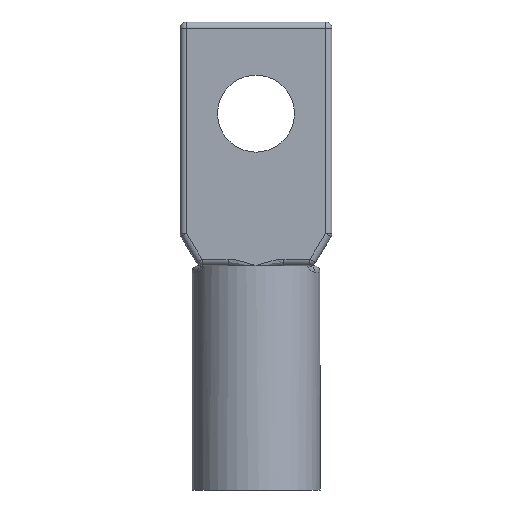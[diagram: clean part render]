
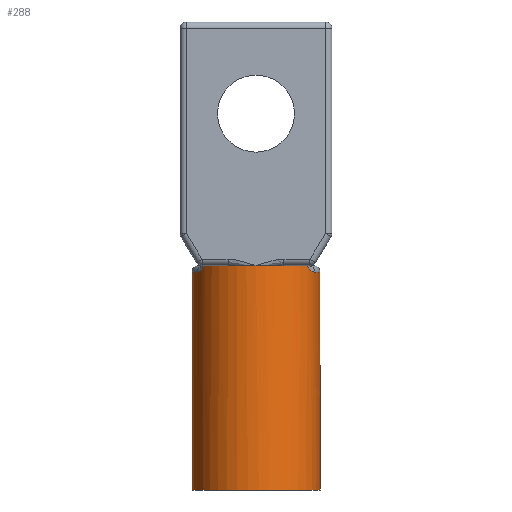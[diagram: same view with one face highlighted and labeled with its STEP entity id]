
A CAD part, front view. The second image highlights one B-rep face of the part: STEP entity #288.
In plain terms, the highlighted cylindrical face has radius 2.54 mm (diameter 5.08 mm), a full revolution.
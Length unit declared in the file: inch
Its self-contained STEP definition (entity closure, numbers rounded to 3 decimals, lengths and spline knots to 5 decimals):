
#4 = ORIENTED_EDGE ( 'NONE', *, *, #2147, .F. ) ;
#18 = ORIENTED_EDGE ( 'NONE', *, *, #2197, .T. ) ;
#25 = ORIENTED_EDGE ( 'NONE', *, *, #2141, .T. ) ;
#80 = CARTESIAN_POINT ( 'NONE',  ( 0.1, 0., 0. ) ) ;
#150 = VERTEX_POINT ( 'NONE', #80 ) ;
#180 = AXIS2_PLACEMENT_3D ( 'NONE', #776, #771, #770 ) ;
#220 = AXIS2_PLACEMENT_3D ( 'NONE', #769, #768, #767 ) ;
#223 = AXIS2_PLACEMENT_3D ( 'NONE', #846, #843, #842 ) ;
#226 = AXIS2_PLACEMENT_3D ( 'NONE', #687, #680, #678 ) ;
#227 = AXIS2_PLACEMENT_3D ( 'NONE', #766, #764, #763 ) ;
#228 = AXIS2_PLACEMENT_3D ( 'NONE', #781, #780, #779 ) ;
#288 = ADVANCED_FACE ( 'NONE', ( #1851, #1560 ), #1658, .T. ) ;
#561 = CARTESIAN_POINT ( 'NONE',  ( -0.09114, -0.04115, 0.34 ) ) ;
#562 = CARTESIAN_POINT ( 'NONE',  ( -0.08939, -0.04503, 0.34 ) ) ;
#563 = CARTESIAN_POINT ( 'NONE',  ( -0.08741, -0.04873, 0.3409 ) ) ;
#564 = CARTESIAN_POINT ( 'NONE',  ( -0.08339, -0.05533, 0.34423 ) ) ;
#566 = CARTESIAN_POINT ( 'NONE',  ( -0.08132, -0.05826, 0.34668 ) ) ;
#592 = CARTESIAN_POINT ( 'NONE',  ( -0.07971, -0.06039, 0.35 ) ) ;
#594 = CARTESIAN_POINT ( 'NONE',  ( 0.07971, -0.06039, 0.35 ) ) ;
#595 = CARTESIAN_POINT ( 'NONE',  ( 0.08132, -0.05826, 0.34668 ) ) ;
#596 = CARTESIAN_POINT ( 'NONE',  ( 0.08339, -0.05533, 0.34423 ) ) ;
#597 = CARTESIAN_POINT ( 'NONE',  ( 0.08741, -0.04873, 0.3409 ) ) ;
#599 = CARTESIAN_POINT ( 'NONE',  ( 0.08939, -0.04503, 0.34 ) ) ;
#610 = CARTESIAN_POINT ( 'NONE',  ( 0.09114, -0.04115, 0.34 ) ) ;
#678 = DIRECTION ( 'NONE',  ( 1., 0., 0. ) ) ;
#680 = DIRECTION ( 'NONE',  ( 0., 0., 1. ) ) ;
#687 = CARTESIAN_POINT ( 'NONE',  ( 0., 0., 0.35 ) ) ;
#705 = CARTESIAN_POINT ( 'NONE',  ( 0., 0., 0.35 ) ) ;
#763 = DIRECTION ( 'NONE',  ( 1., 0., 0. ) ) ;
#764 = DIRECTION ( 'NONE',  ( 0., 0., 1. ) ) ;
#766 = CARTESIAN_POINT ( 'NONE',  ( 0., 0., 0.35 ) ) ;
#767 = DIRECTION ( 'NONE',  ( 1., 0., 0. ) ) ;
#768 = DIRECTION ( 'NONE',  ( 0., 0., 1. ) ) ;
#769 = CARTESIAN_POINT ( 'NONE',  ( 0., 0., 0.35 ) ) ;
#770 = DIRECTION ( 'NONE',  ( 1., 0., 0. ) ) ;
#771 = DIRECTION ( 'NONE',  ( 0., 0., -1. ) ) ;
#776 = CARTESIAN_POINT ( 'NONE',  ( 0., 0., 0.34 ) ) ;
#779 = DIRECTION ( 'NONE',  ( 1., 0., 0. ) ) ;
#780 = DIRECTION ( 'NONE',  ( 0., 0., 1. ) ) ;
#781 = CARTESIAN_POINT ( 'NONE',  ( 0., 0., 0. ) ) ;
#842 = DIRECTION ( 'NONE',  ( 1., 0., 0. ) ) ;
#843 = DIRECTION ( 'NONE',  ( 0., 0., 1. ) ) ;
#846 = CARTESIAN_POINT ( 'NONE',  ( 0., 0., 0.35 ) ) ;
#865 = CARTESIAN_POINT ( 'NONE',  ( -0.09114, -0.04115, 0.34 ) ) ;
#866 = CARTESIAN_POINT ( 'NONE',  ( 0.09114, -0.04115, 0.34 ) ) ;
#869 = CARTESIAN_POINT ( 'NONE',  ( 0.07971, -0.06039, 0.35 ) ) ;
#871 = CARTESIAN_POINT ( 'NONE',  ( 0.04359, -0.09, 0.35 ) ) ;
#875 = CARTESIAN_POINT ( 'NONE',  ( 0., -0.1, 0.35 ) ) ;
#895 = CARTESIAN_POINT ( 'NONE',  ( -0.04359, -0.09, 0.35 ) ) ;
#916 = CARTESIAN_POINT ( 'NONE',  ( -0.07971, -0.06039, 0.35 ) ) ;
#1206 = DIRECTION ( 'NONE',  ( 0., 0., -1. ) ) ;
#1215 = VERTEX_POINT ( 'NONE', #916 ) ;
#1222 = DIRECTION ( 'NONE',  ( -1., 0., 0. ) ) ;
#1288 = VERTEX_POINT ( 'NONE', #895 ) ;
#1342 = VERTEX_POINT ( 'NONE', #875 ) ;
#1355 = VERTEX_POINT ( 'NONE', #871 ) ;
#1359 = VERTEX_POINT ( 'NONE', #869 ) ;
#1371 = VERTEX_POINT ( 'NONE', #866 ) ;
#1376 = VERTEX_POINT ( 'NONE', #865 ) ;
#1519 = B_SPLINE_CURVE_WITH_KNOTS ( 'NONE', 3,
 ( #610, #599, #597, #596, #595, #594 ),
 .UNSPECIFIED., .F., .F.,
 ( 4, 2, 4 ),
 ( 0., 0.00032, 0.00064 ),
 .UNSPECIFIED. ) ;
#1520 = B_SPLINE_CURVE_WITH_KNOTS ( 'NONE', 3,
 ( #592, #566, #564, #563, #562, #561 ),
 .UNSPECIFIED., .F., .F.,
 ( 4, 2, 4 ),
 ( 0., 0.00032, 0.00064 ),
 .UNSPECIFIED. ) ;
#1536 = ORIENTED_EDGE ( 'NONE', *, *, #2146, .F. ) ;
#1537 = ORIENTED_EDGE ( 'NONE', *, *, #2145, .T. ) ;
#1538 = ORIENTED_EDGE ( 'NONE', *, *, #2170, .F. ) ;
#1539 = ORIENTED_EDGE ( 'NONE', *, *, #2122, .F. ) ;
#1540 = ORIENTED_EDGE ( 'NONE', *, *, #2189, .T. ) ;
#1560 = FACE_OUTER_BOUND ( 'NONE', #1659, .T. ) ;
#1658 = CYLINDRICAL_SURFACE ( 'NONE', #2264, 0.1 ) ;
#1659 = EDGE_LOOP ( 'NONE', ( #25 ) ) ;
#1661 = EDGE_LOOP ( 'NONE', ( #4, #18, #1537, #1540, #1539, #1538, #1536 ) ) ;
#1851 = FACE_OUTER_BOUND ( 'NONE', #1661, .T. ) ;
#1989 = CIRCLE ( 'NONE', #223, 0.1 ) ;
#2015 = CIRCLE ( 'NONE', #228, 0.1 ) ;
#2021 = CIRCLE ( 'NONE', #180, 0.1 ) ;
#2022 = CIRCLE ( 'NONE', #220, 0.1 ) ;
#2024 = CIRCLE ( 'NONE', #227, 0.1 ) ;
#2060 = CIRCLE ( 'NONE', #226, 0.1 ) ;
#2122 = EDGE_CURVE ( 'NONE', #1355, #1359, #1989, .T. ) ;
#2141 = EDGE_CURVE ( 'NONE', #150, #150, #2015, .T. ) ;
#2145 = EDGE_CURVE ( 'NONE', #1376, #1371, #2021, .T. ) ;
#2146 = EDGE_CURVE ( 'NONE', #1288, #1342, #2022, .T. ) ;
#2147 = EDGE_CURVE ( 'NONE', #1215, #1288, #2024, .T. ) ;
#2170 = EDGE_CURVE ( 'NONE', #1342, #1355, #2060, .T. ) ;
#2189 = EDGE_CURVE ( 'NONE', #1371, #1359, #1519, .T. ) ;
#2197 = EDGE_CURVE ( 'NONE', #1215, #1376, #1520, .T. ) ;
#2264 = AXIS2_PLACEMENT_3D ( 'NONE', #705, #1206, #1222 ) ;
